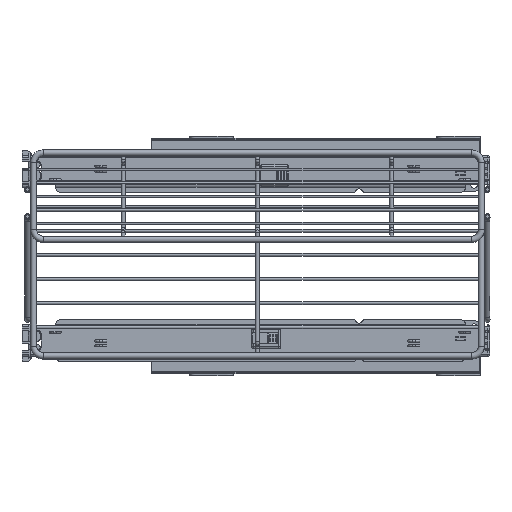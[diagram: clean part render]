
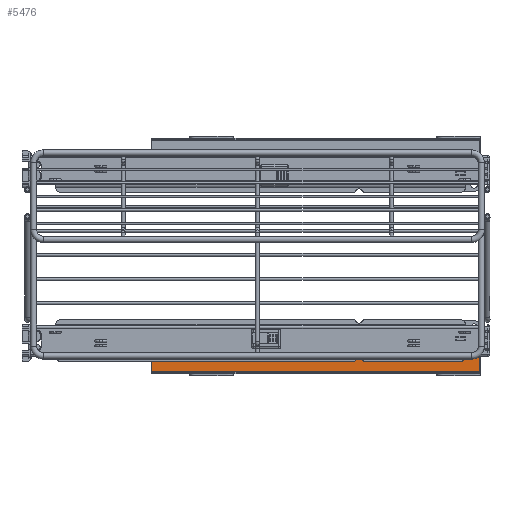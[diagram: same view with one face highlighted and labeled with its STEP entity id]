
A CAD part, top view. The second image highlights one B-rep face of the part: STEP entity #5476.
In plain terms, the highlighted face is planar.
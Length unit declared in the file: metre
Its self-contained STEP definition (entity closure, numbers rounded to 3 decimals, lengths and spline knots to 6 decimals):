
#3832=CARTESIAN_POINT('',(0.316881,-0.000406,-0.0172));
#3833=VERTEX_POINT('',#3832);
#3841=CARTESIAN_POINT('',(0.316881,-0.000406,-0.0027));
#3842=VERTEX_POINT('',#3841);
#3843=CARTESIAN_POINT('',(0.316881,-0.000406,-0.0027));
#3844=DIRECTION('',(0.0,0.0,-1.0));
#3845=VECTOR('',#3844,0.0145);
#3846=LINE('',#3843,#3845);
#3847=EDGE_CURVE('',#3842,#3833,#3846,.T.);
#4149=CARTESIAN_POINT('',(-0.023119,-0.000406,-0.0027));
#4150=VERTEX_POINT('',#4149);
#4158=CARTESIAN_POINT('',(-0.023119,-0.000406,-0.0172));
#4159=VERTEX_POINT('',#4158);
#4160=CARTESIAN_POINT('',(-0.023119,-0.000406,-0.0172));
#4161=DIRECTION('',(0.0,0.0,1.0));
#4162=VECTOR('',#4161,0.0145);
#4163=LINE('',#4160,#4162);
#4164=EDGE_CURVE('',#4159,#4150,#4163,.T.);
#5301=CARTESIAN_POINT('',(-0.023119,-0.000406,-0.0172));
#5302=DIRECTION('',(1.0,0.0,0.0));
#5303=VECTOR('',#5302,0.34);
#5304=LINE('',#5301,#5303);
#5305=EDGE_CURVE('',#4159,#3833,#5304,.T.);
#5350=CARTESIAN_POINT('',(0.316881,-0.000406,-0.0027));
#5351=DIRECTION('',(-1.0,0.0,0.0));
#5352=VECTOR('',#5351,0.34);
#5353=LINE('',#5350,#5352);
#5354=EDGE_CURVE('',#3842,#4150,#5353,.T.);
#5465=CARTESIAN_POINT('',(0.316881,-0.000406,-0.00995));
#5466=DIRECTION('',(0.0,1.0,0.0));
#5467=DIRECTION('',(0.0,0.0,1.0));
#5468=AXIS2_PLACEMENT_3D('',#5465,#5466,#5467);
#5469=PLANE('',#5468);
#5470=ORIENTED_EDGE('',*,*,#5305,.F.);
#5471=ORIENTED_EDGE('',*,*,#4164,.T.);
#5472=ORIENTED_EDGE('',*,*,#5354,.F.);
#5473=ORIENTED_EDGE('',*,*,#3847,.T.);
#5474=EDGE_LOOP('',(#5470,#5471,#5472,#5473));
#5475=FACE_OUTER_BOUND('',#5474,.T.);
#5476=ADVANCED_FACE('',(#5475),#5469,.T.);
